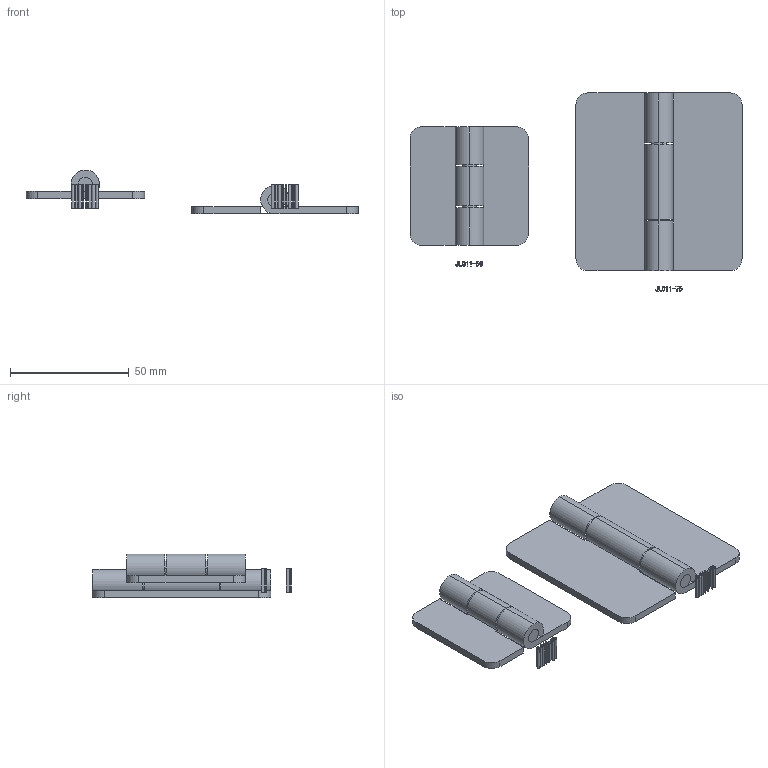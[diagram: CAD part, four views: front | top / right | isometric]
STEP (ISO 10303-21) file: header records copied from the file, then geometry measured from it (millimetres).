
FILE_DESCRIPTION(/* description */ (''),/* implementation_level */ '2;1');
FILE_NAME(/* name */ 'JL011',/* time_stamp */ '2026-03-27T13:51:21+08:00',/* author */ (''),/* organization */ (''),/* preprocessor_version */ 'ST-DEVELOPER v19.2',/* originating_system */ 'Rhino 8.5',/* authorisation */ '');
FILE_SCHEMA (('CONFIG_CONTROL_DESIGN'));
Length unit declared in the file: millimetre
Products named in the file (1): Document
Bounding box: 139.99 x 83.57 x 18.47 mm (x, y, z)
Volume: 13587.5 mm3; surface area: 25672.6 mm2
Topology: 20 solids, 22 shells, 206 faces, 515 edges, 350 vertices
Faces by surface type: plane 136, cylinder 36, bspline 34
Entity records: 6708 total; most frequent: CARTESIAN_POINT 2723, ORIENTED_EDGE 982, EDGE_CURVE 515, B_SPLINE_CURVE_WITH_KNOTS 419, VERTEX_POINT 350, DIRECTION 338, AXIS2_PLACEMENT_3D 255, EDGE_LOOP 212
